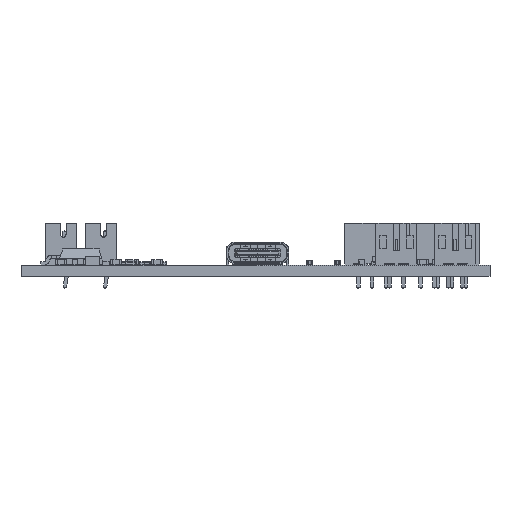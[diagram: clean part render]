
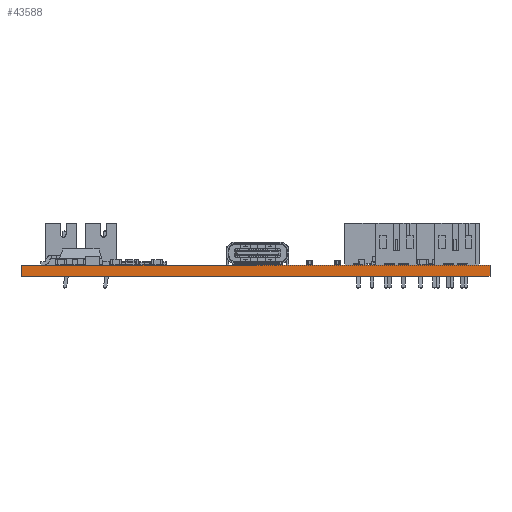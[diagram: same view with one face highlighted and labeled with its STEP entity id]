
A CAD part, front view. The second image highlights one B-rep face of the part: STEP entity #43588.
In plain terms, the highlighted planar face has unit normal (0, -1, 0).
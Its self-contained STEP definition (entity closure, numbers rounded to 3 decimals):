
#41037 = VERTEX_POINT('',#41038);
#41038 = CARTESIAN_POINT('',(121.,-110.5,0.));
#41044 = EDGE_CURVE('',#41045,#41037,#41047,.T.);
#41045 = VERTEX_POINT('',#41046);
#41046 = CARTESIAN_POINT('',(188.5,-110.5,0.));
#41047 = LINE('',#41048,#41049);
#41048 = CARTESIAN_POINT('',(188.5,-110.5,0.));
#41049 = VECTOR('',#41050,1.);
#41050 = DIRECTION('',(-1.,0.,0.));
#42286 = VERTEX_POINT('',#42287);
#42287 = CARTESIAN_POINT('',(121.,-110.5,1.6));
#42293 = EDGE_CURVE('',#42294,#42286,#42296,.T.);
#42294 = VERTEX_POINT('',#42295);
#42295 = CARTESIAN_POINT('',(188.5,-110.5,1.6));
#42296 = LINE('',#42297,#42298);
#42297 = CARTESIAN_POINT('',(188.5,-110.5,1.6));
#42298 = VECTOR('',#42299,1.);
#42299 = DIRECTION('',(-1.,0.,0.));
#43558 = EDGE_CURVE('',#41037,#42286,#43559,.T.);
#43559 = LINE('',#43560,#43561);
#43560 = CARTESIAN_POINT('',(121.,-110.5,0.));
#43561 = VECTOR('',#43562,1.);
#43562 = DIRECTION('',(0.,0.,1.));
#43577 = EDGE_CURVE('',#41045,#42294,#43578,.T.);
#43578 = LINE('',#43579,#43580);
#43579 = CARTESIAN_POINT('',(188.5,-110.5,0.));
#43580 = VECTOR('',#43581,1.);
#43581 = DIRECTION('',(0.,0.,1.));
#43588 = ADVANCED_FACE('',(#43589),#43595,.T.);
#43589 = FACE_BOUND('',#43590,.T.);
#43590 = EDGE_LOOP('',(#43591,#43592,#43593,#43594));
#43591 = ORIENTED_EDGE('',*,*,#43577,.T.);
#43592 = ORIENTED_EDGE('',*,*,#42293,.T.);
#43593 = ORIENTED_EDGE('',*,*,#43558,.F.);
#43594 = ORIENTED_EDGE('',*,*,#41044,.F.);
#43595 = PLANE('',#43596);
#43596 = AXIS2_PLACEMENT_3D('',#43597,#43598,#43599);
#43597 = CARTESIAN_POINT('',(188.5,-110.5,0.));
#43598 = DIRECTION('',(0.,-1.,0.));
#43599 = DIRECTION('',(-1.,0.,0.));
